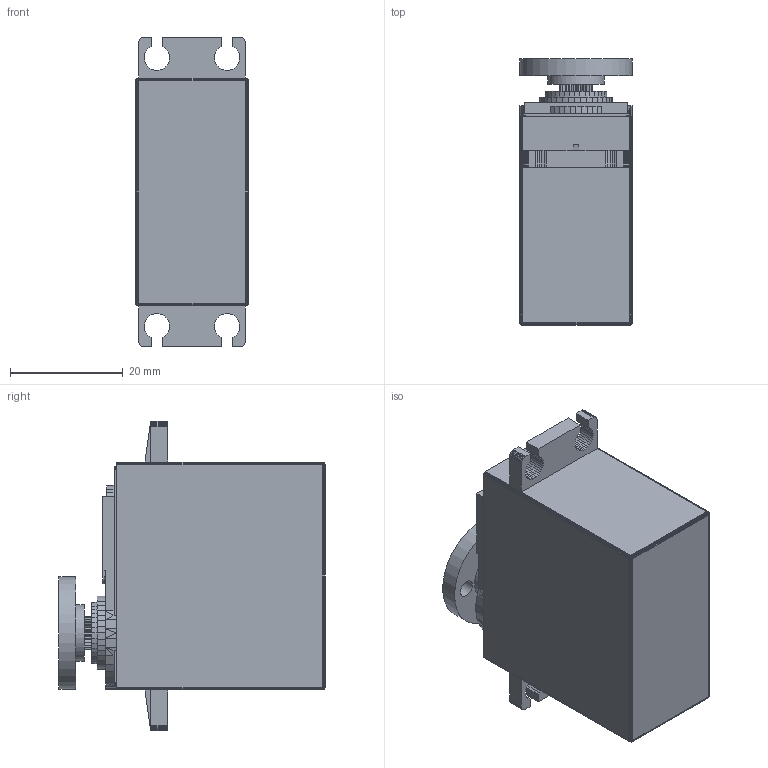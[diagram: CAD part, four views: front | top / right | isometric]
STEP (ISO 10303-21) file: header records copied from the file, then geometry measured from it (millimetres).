
FILE_DESCRIPTION(/* description */ (''),/* implementation_level */ '2;1');
FILE_NAME(/* name */ 'Servo_and_metal_horn_edited v3 v1.step',/* time_stamp */ '2018-05-26T10:29:07+06:00',/* author */ ('tgurav786'),/* organization */ (''),/* preprocessor_version */ 'ST-DEVELOPER v17',/* originating_system */ 'Autodesk Translation Framework v7.1.0.215',/* authorisation */ '');
FILE_SCHEMA (('AUTOMOTIVE_DESIGN { 1 0 10303 214 3 1 1 }'));
Length unit declared in the file: millimetre
Products named in the file (5): Servo_and_metal_horn_edited v3; Servo and metal horn v1; servo v7; Component3; servo metal horn
Assembly tree (4 placements, depth 4):
  Servo_and_metal_horn_edited v3
    Servo and metal horn v1
      servo v7
        Component3
      servo metal horn
Bounding box: 20 x 47.3 x 55.02 mm (x, y, z)
Volume: 33257.2 mm3; surface area: 8175.9 mm2
Topology: 2 solids, 2 shells, 1377 faces, 2858 edges, 1492 vertices
Faces by surface type: plane 1370, cylinder 7
Full cylindrical faces by diameter (mm): 3 x5, 10 x1, 20 x1
Entity records: 34201 total; most frequent: CARTESIAN_POINT 5736, ORIENTED_EDGE 5716, DIRECTION 5644, EDGE_CURVE 2858, LINE 2844, VECTOR 2844, VERTEX_POINT 1492, AXIS2_PLACEMENT_3D 1400
